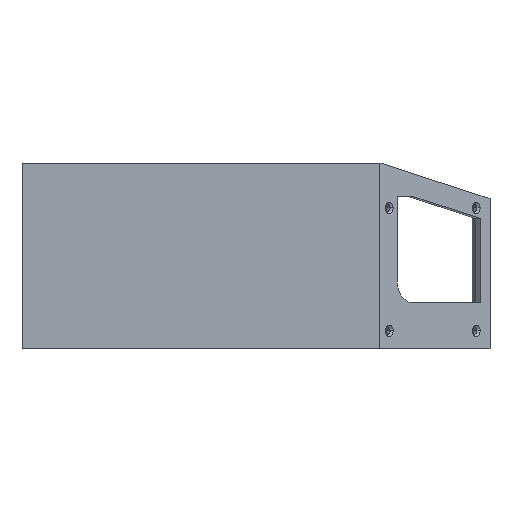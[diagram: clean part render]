
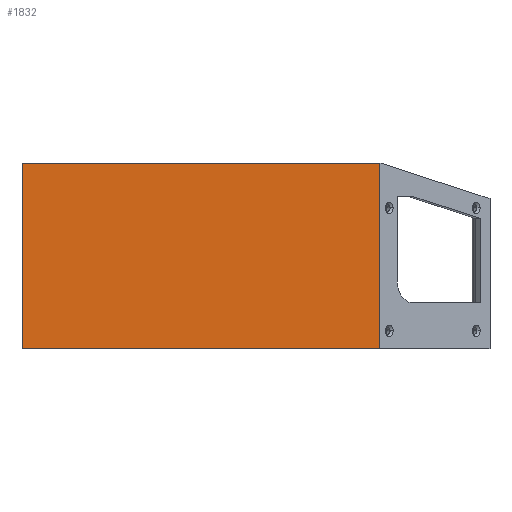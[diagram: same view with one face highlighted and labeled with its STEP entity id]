
A CAD part, front view. The second image highlights one B-rep face of the part: STEP entity #1832.
In plain terms, the highlighted planar face has unit normal (0, -1, 0).
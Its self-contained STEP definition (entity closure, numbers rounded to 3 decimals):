
#1368=CARTESIAN_POINT('Vertex',(0.,-90.,0.)) ;
#1371=CARTESIAN_POINT('Line Origine',(0.,-90.,41.5)) ;
#1375=CARTESIAN_POINT('Vertex',(0.,-90.,83.)) ;
#1802=CARTESIAN_POINT('Axis2P3D Location',(0.,-90.,0.)) ;
#1807=CARTESIAN_POINT('Line Origine',(80.,-90.,0.)) ;
#1811=CARTESIAN_POINT('Vertex',(160.,-90.,0.)) ;
#1814=CARTESIAN_POINT('Line Origine',(160.,-90.,41.5)) ;
#1818=CARTESIAN_POINT('Vertex',(160.,-90.,83.)) ;
#1821=CARTESIAN_POINT('Line Origine',(80.,-90.,83.)) ;
#1372=DIRECTION('Vector Direction',(0.,0.,1.)) ;
#1803=DIRECTION('Axis2P3D Direction',(0.,-1.,0.)) ;
#1804=DIRECTION('Axis2P3D XDirection',(1.,0.,0.)) ;
#1808=DIRECTION('Vector Direction',(1.,0.,0.)) ;
#1815=DIRECTION('Vector Direction',(0.,0.,1.)) ;
#1822=DIRECTION('Vector Direction',(1.,0.,0.)) ;
#1805=AXIS2_PLACEMENT_3D('Plane Axis2P3D',#1802,#1803,#1804) ;
#1827=ORIENTED_EDGE('',*,*,#1377,.F.) ;
#1828=ORIENTED_EDGE('',*,*,#1813,.T.) ;
#1829=ORIENTED_EDGE('',*,*,#1820,.T.) ;
#1830=ORIENTED_EDGE('',*,*,#1825,.F.) ;
#1373=VECTOR('Line Direction',#1372,1.) ;
#1809=VECTOR('Line Direction',#1808,1.) ;
#1816=VECTOR('Line Direction',#1815,1.) ;
#1823=VECTOR('Line Direction',#1822,1.) ;
#1832=ADVANCED_FACE('PartBody',(#1831),#1806,.T.) ;
#1377=EDGE_CURVE('',#1369,#1376,#1374,.T.) ;
#1813=EDGE_CURVE('',#1369,#1812,#1810,.T.) ;
#1820=EDGE_CURVE('',#1812,#1819,#1817,.T.) ;
#1825=EDGE_CURVE('',#1376,#1819,#1824,.T.) ;
#1826=EDGE_LOOP('',(#1827,#1828,#1829,#1830)) ;
#1831=FACE_OUTER_BOUND('',#1826,.T.) ;
#1374=LINE('Line',#1371,#1373) ;
#1810=LINE('Line',#1807,#1809) ;
#1817=LINE('Line',#1814,#1816) ;
#1824=LINE('Line',#1821,#1823) ;
#1806=PLANE('',#1805) ;
#1369=VERTEX_POINT('',#1368) ;
#1376=VERTEX_POINT('',#1375) ;
#1812=VERTEX_POINT('',#1811) ;
#1819=VERTEX_POINT('',#1818) ;
